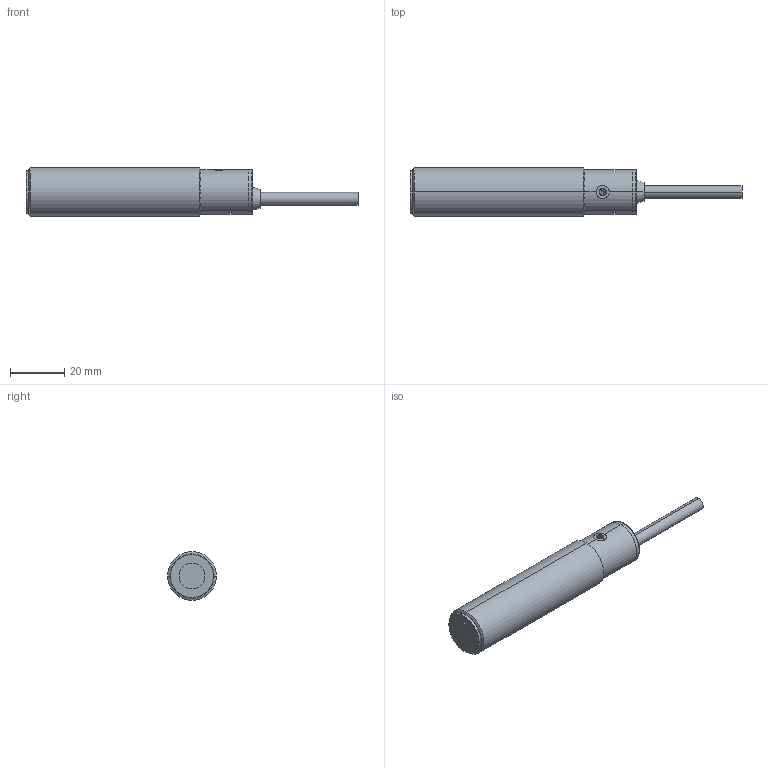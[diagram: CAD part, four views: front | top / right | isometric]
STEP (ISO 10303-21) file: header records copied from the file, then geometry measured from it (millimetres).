
FILE_DESCRIPTION (( 'STEP AP214' ), '1' );
FILE_NAME ('UK1D-EP-0A.step', '2018-04-12T21:36:29', ( '' ), ( '' ), 'SwSTEP 2.0', 'SolidWorks 2017', '' );
FILE_SCHEMA (( 'AUTOMOTIVE_DESIGN' ));
Length unit declared in the file: inch
Products named in the file (1): UK1D-EP-0A
Bounding box: 122.73 x 18 x 18 mm (x, y, z)
Volume: 21049.9 mm3; surface area: 6894.4 mm2
Topology: 6 solids, 6 shells, 55 faces, 109 edges, 69 vertices
Faces by surface type: cylinder 24, plane 17, cone 8, bspline 6
Entity records: 2437 total; most frequent: CARTESIAN_POINT 468, DIRECTION 265, ORIENTED_EDGE 214, AXIS2_PLACEMENT_3D 116, EDGE_CURVE 107, VERTEX_POINT 69, CIRCLE 66, UNCERTAINTY_MEASURE_WITH_UNIT 63
